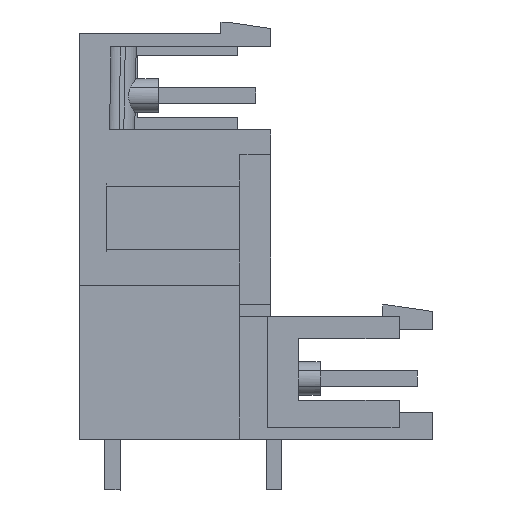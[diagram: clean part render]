
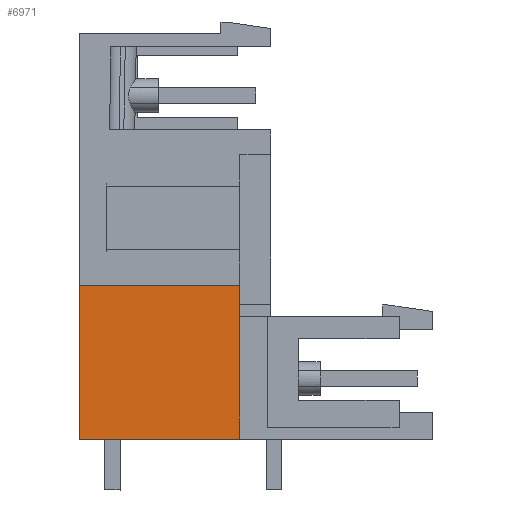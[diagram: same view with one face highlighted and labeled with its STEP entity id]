
A CAD part, left-side view. The second image highlights one B-rep face of the part: STEP entity #6971.
In plain terms, the highlighted planar face has unit normal (-1, 0, 0).
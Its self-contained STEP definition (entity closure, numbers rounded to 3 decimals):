
#6951=AXIS2_PLACEMENT_3D('Plane Axis2P3D',#6948,#6949,#6950) ;
#3036=CARTESIAN_POINT('Vertex',(1.54,12.1,3.2)) ;
#3039=CARTESIAN_POINT('Line Origine',(1.54,17.13,3.2)) ;
#3043=CARTESIAN_POINT('Vertex',(1.54,22.16,3.2)) ;
#6927=CARTESIAN_POINT('Line Origine',(1.54,22.16,8.025)) ;
#6931=CARTESIAN_POINT('Vertex',(1.54,22.16,12.85)) ;
#6948=CARTESIAN_POINT('Axis2P3D Location',(1.54,12.1,3.2)) ;
#6953=CARTESIAN_POINT('Line Origine',(1.54,12.1,8.025)) ;
#6957=CARTESIAN_POINT('Vertex',(1.54,12.1,12.85)) ;
#6960=CARTESIAN_POINT('Line Origine',(1.54,17.13,12.85)) ;
#3040=DIRECTION('Vector Direction',(0.,1.,0.)) ;
#6928=DIRECTION('Vector Direction',(0.,0.,1.)) ;
#6949=DIRECTION('Axis2P3D Direction',(-1.,0.,0.)) ;
#6950=DIRECTION('Axis2P3D XDirection',(0.,0.,1.)) ;
#6954=DIRECTION('Vector Direction',(0.,0.,1.)) ;
#6961=DIRECTION('Vector Direction',(0.,1.,0.)) ;
#3041=VECTOR('Line Direction',#3040,1.) ;
#6929=VECTOR('Line Direction',#6928,1.) ;
#6955=VECTOR('Line Direction',#6954,1.) ;
#6962=VECTOR('Line Direction',#6961,1.) ;
#6966=ORIENTED_EDGE('',*,*,#3045,.F.) ;
#6967=ORIENTED_EDGE('',*,*,#6959,.T.) ;
#6968=ORIENTED_EDGE('',*,*,#6964,.T.) ;
#6969=ORIENTED_EDGE('',*,*,#6933,.F.) ;
#6971=ADVANCED_FACE('HOUSING',(#6970),#6952,.T.) ;
#3045=EDGE_CURVE('',#3037,#3044,#3042,.T.) ;
#6933=EDGE_CURVE('',#3044,#6932,#6930,.T.) ;
#6959=EDGE_CURVE('',#3037,#6958,#6956,.T.) ;
#6964=EDGE_CURVE('',#6958,#6932,#6963,.T.) ;
#6965=EDGE_LOOP('',(#6966,#6967,#6968,#6969)) ;
#6970=FACE_OUTER_BOUND('',#6965,.T.) ;
#3042=LINE('Line',#3039,#3041) ;
#6930=LINE('Line',#6927,#6929) ;
#6956=LINE('Line',#6953,#6955) ;
#6963=LINE('Line',#6960,#6962) ;
#6952=PLANE('',#6951) ;
#3037=VERTEX_POINT('',#3036) ;
#3044=VERTEX_POINT('',#3043) ;
#6932=VERTEX_POINT('',#6931) ;
#6958=VERTEX_POINT('',#6957) ;
